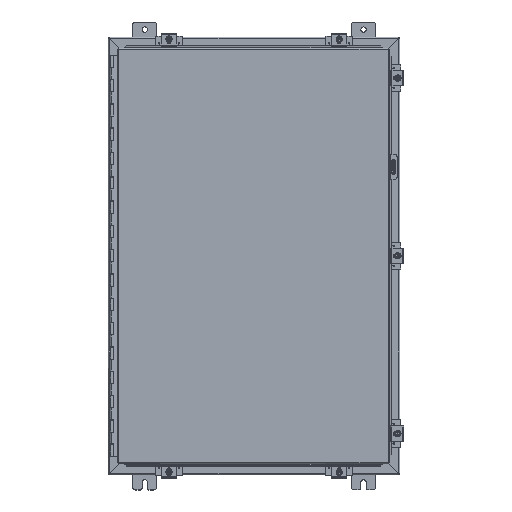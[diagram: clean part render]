
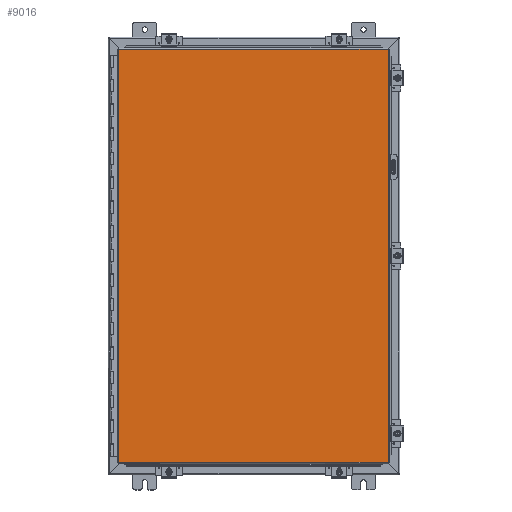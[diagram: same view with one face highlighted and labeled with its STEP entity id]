
A CAD part, top view. The second image highlights one B-rep face of the part: STEP entity #9016.
In plain terms, the highlighted face is planar.
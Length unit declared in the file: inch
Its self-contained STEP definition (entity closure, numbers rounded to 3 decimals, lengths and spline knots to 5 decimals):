
#791 = CARTESIAN_POINT ( 'NONE',  ( -11.08225, -16.9885, 0. ) ) ;
#4592 = VERTEX_POINT ( 'NONE', #19293 ) ;
#6041 = LINE ( 'NONE', #20407, #25100 ) ;
#6735 = VECTOR ( 'NONE', #40819, 39.37008 ) ;
#7110 = EDGE_LOOP ( 'NONE', ( #30569, #40792, #47090, #35415 ) ) ;
#9016 = ADVANCED_FACE ( 'NONE', ( #14762 ), #38630, .F. ) ;
#12295 = DIRECTION ( 'NONE',  ( 0., 1., 0. ) ) ;
#12655 = CARTESIAN_POINT ( 'NONE',  ( -11.08225, -16.9885, 0. ) ) ;
#13988 = EDGE_CURVE ( 'NONE', #4592, #32954, #43615, .T. ) ;
#14762 = FACE_OUTER_BOUND ( 'NONE', #7110, .T. ) ;
#15424 = VERTEX_POINT ( 'NONE', #41467 ) ;
#15750 = EDGE_CURVE ( 'NONE', #15424, #17507, #6041, .T. ) ;
#17507 = VERTEX_POINT ( 'NONE', #45920 ) ;
#18050 = EDGE_CURVE ( 'NONE', #32954, #15424, #40088, .T. ) ;
#18496 = EDGE_CURVE ( 'NONE', #17507, #4592, #27013, .T. ) ;
#18901 = VECTOR ( 'NONE', #24185, 39.37008 ) ;
#19293 = CARTESIAN_POINT ( 'NONE',  ( 11.08225, -16.9885, 0. ) ) ;
#19789 = DIRECTION ( 'NONE',  ( 1., 0., 0. ) ) ;
#20407 = CARTESIAN_POINT ( 'NONE',  ( -11.08225, 16.9885, 0. ) ) ;
#24185 = DIRECTION ( 'NONE',  ( -1., 0., 0. ) ) ;
#24284 = CARTESIAN_POINT ( 'NONE',  ( 11.08225, -16.9885, 0. ) ) ;
#25100 = VECTOR ( 'NONE', #19789, 39.37008 ) ;
#27013 = LINE ( 'NONE', #40330, #6735 ) ;
#30569 = ORIENTED_EDGE ( 'NONE', *, *, #18050, .T. ) ;
#31787 = AXIS2_PLACEMENT_3D ( 'NONE', #37234, #37066, #36846 ) ;
#32954 = VERTEX_POINT ( 'NONE', #791 ) ;
#35415 = ORIENTED_EDGE ( 'NONE', *, *, #13988, .T. ) ;
#36846 = DIRECTION ( 'NONE',  ( 1., 0., 0. ) ) ;
#37066 = DIRECTION ( 'NONE',  ( 0., 0., 1. ) ) ;
#37234 = CARTESIAN_POINT ( 'NONE',  ( 0., 0., 0. ) ) ;
#38630 = PLANE ( 'NONE',  #31787 ) ;
#40088 = LINE ( 'NONE', #12655, #48730 ) ;
#40330 = CARTESIAN_POINT ( 'NONE',  ( 11.08225, 16.9885, 0. ) ) ;
#40792 = ORIENTED_EDGE ( 'NONE', *, *, #15750, .T. ) ;
#40819 = DIRECTION ( 'NONE',  ( 0., -1., 0. ) ) ;
#41467 = CARTESIAN_POINT ( 'NONE',  ( -11.08225, 16.9885, 0. ) ) ;
#43615 = LINE ( 'NONE', #24284, #18901 ) ;
#45920 = CARTESIAN_POINT ( 'NONE',  ( 11.08225, 16.9885, 0. ) ) ;
#47090 = ORIENTED_EDGE ( 'NONE', *, *, #18496, .T. ) ;
#48730 = VECTOR ( 'NONE', #12295, 39.37008 ) ;
